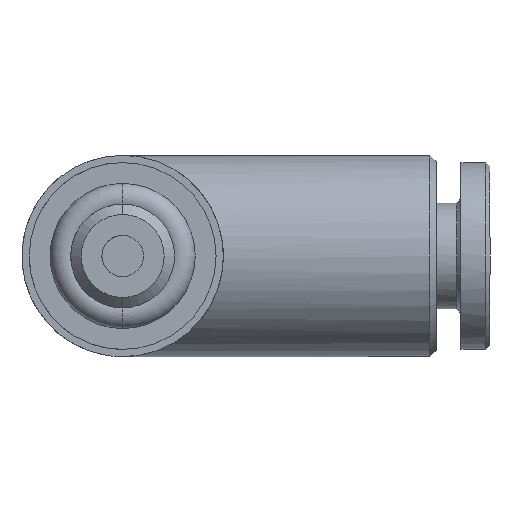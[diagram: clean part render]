
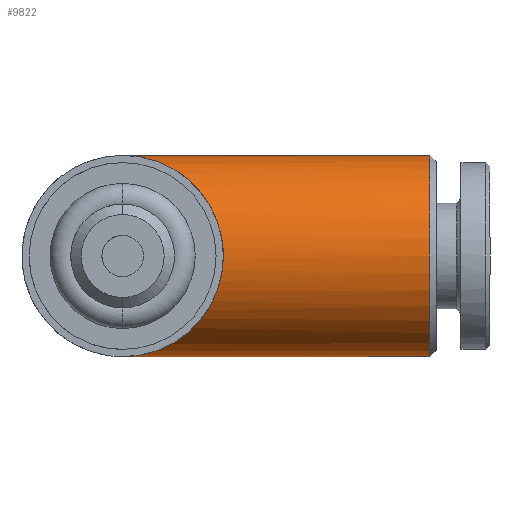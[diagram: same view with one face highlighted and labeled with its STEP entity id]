
A CAD part, front view. The second image highlights one B-rep face of the part: STEP entity #9822.
In plain terms, the highlighted cylindrical face has radius 4.85 mm (diameter 9.7 mm), a partial arc.
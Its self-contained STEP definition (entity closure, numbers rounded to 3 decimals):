
#2365=CARTESIAN_POINT('Vertex',(0.,12.,-4.85)) ;
#2391=CARTESIAN_POINT('Vertex',(0.,12.,4.85)) ;
#2459=CARTESIAN_POINT('Control Point',(0.,12.,4.85)) ;
#2460=CARTESIAN_POINT('Control Point',(0.489,11.511,4.85)) ;
#2461=CARTESIAN_POINT('Control Point',(1.032,10.968,4.788)) ;
#2462=CARTESIAN_POINT('Control Point',(1.624,10.376,4.639)) ;
#2463=CARTESIAN_POINT('Control Point',(2.68,9.32,4.166)) ;
#2464=CARTESIAN_POINT('Control Point',(3.652,8.348,3.263)) ;
#2465=CARTESIAN_POINT('Control Point',(4.022,7.978,2.808)) ;
#2466=CARTESIAN_POINT('Control Point',(4.676,7.324,1.671)) ;
#2467=CARTESIAN_POINT('Control Point',(4.929,7.071,0.283)) ;
#2468=CARTESIAN_POINT('Control Point',(4.913,7.087,-0.482)) ;
#2469=CARTESIAN_POINT('Control Point',(4.602,7.398,-1.865)) ;
#2470=CARTESIAN_POINT('Control Point',(3.903,8.097,-2.973)) ;
#2471=CARTESIAN_POINT('Control Point',(3.511,8.489,-3.415)) ;
#2472=CARTESIAN_POINT('Control Point',(2.543,9.457,-4.239)) ;
#2473=CARTESIAN_POINT('Control Point',(1.522,10.478,-4.664)) ;
#2474=CARTESIAN_POINT('Control Point',(0.969,11.031,-4.795)) ;
#2475=CARTESIAN_POINT('Control Point',(0.461,11.539,-4.85)) ;
#2476=CARTESIAN_POINT('Control Point',(0.,12.,-4.85)) ;
#2508=CARTESIAN_POINT('Vertex',(14.8,12.,-4.85)) ;
#2515=CARTESIAN_POINT('Vertex',(14.8,12.,4.85)) ;
#2631=CARTESIAN_POINT('Axis2P3D Location',(14.8,12.,0.)) ;
#9801=CARTESIAN_POINT('Axis2P3D Location',(-5.577,12.,0.)) ;
#9806=CARTESIAN_POINT('Line Origine',(-5.577,12.,-4.85)) ;
#9811=CARTESIAN_POINT('Line Origine',(-5.577,12.,4.85)) ;
#2632=DIRECTION('Axis2P3D Direction',(-1.,0.,0.)) ;
#9802=DIRECTION('Axis2P3D Direction',(-1.,0.,0.)) ;
#9803=DIRECTION('Axis2P3D XDirection',(0.,0.,-1.)) ;
#9807=DIRECTION('Vector Direction',(-1.,0.,0.)) ;
#9812=DIRECTION('Vector Direction',(-1.,0.,0.)) ;
#2633=AXIS2_PLACEMENT_3D('Circle Axis2P3D',#2631,#2632,$) ;
#9804=AXIS2_PLACEMENT_3D('Cylinder Axis2P3D',#9801,#9802,#9803) ;
#9817=ORIENTED_EDGE('',*,*,#9810,.F.) ;
#9818=ORIENTED_EDGE('',*,*,#2635,.T.) ;
#9819=ORIENTED_EDGE('',*,*,#9815,.T.) ;
#9820=ORIENTED_EDGE('',*,*,#2477,.T.) ;
#9808=VECTOR('Line Direction',#9807,1.) ;
#9813=VECTOR('Line Direction',#9812,1.) ;
#9822=ADVANCED_FACE('NONE',(#9821),#9805,.T.) ;
#2458=B_SPLINE_CURVE_WITH_KNOTS('',5,(#2459,#2460,#2461,#2462,#2463,#2464,#2465,#2466,#2467,#2468,#2469,#2470,#2471,#2472,#2473,#2474,#2475,#2476),.UNSPECIFIED.,.F.,.U.,(6,3,3,3,3,6),(0.,9.979,16.987,24.982,32.15,41.55),.UNSPECIFIED.) ;
#2634=CIRCLE('generated circle',#2633,4.85) ;
#9805=CYLINDRICAL_SURFACE('generated cylinder',#9804,4.85) ;
#2477=EDGE_CURVE('',#2392,#2366,#2458,.T.) ;
#2635=EDGE_CURVE('',#2509,#2516,#2634,.T.) ;
#9810=EDGE_CURVE('',#2509,#2366,#9809,.T.) ;
#9815=EDGE_CURVE('',#2516,#2392,#9814,.T.) ;
#9816=EDGE_LOOP('',(#9817,#9818,#9819,#9820)) ;
#9821=FACE_OUTER_BOUND('',#9816,.T.) ;
#9809=LINE('Line',#9806,#9808) ;
#9814=LINE('Line',#9811,#9813) ;
#2366=VERTEX_POINT('',#2365) ;
#2392=VERTEX_POINT('',#2391) ;
#2509=VERTEX_POINT('',#2508) ;
#2516=VERTEX_POINT('',#2515) ;
